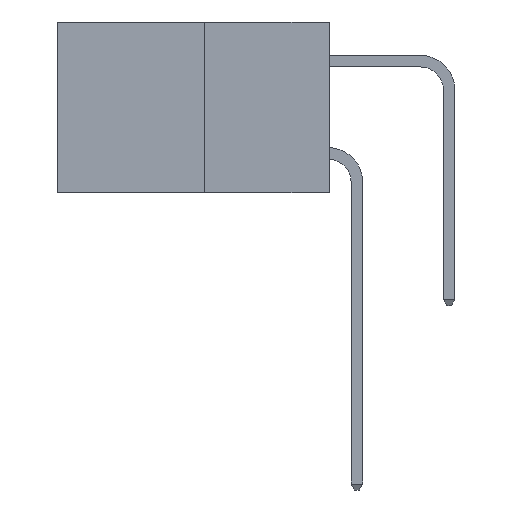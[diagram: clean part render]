
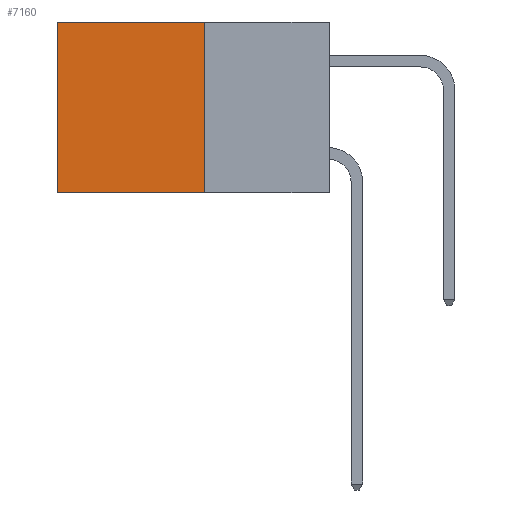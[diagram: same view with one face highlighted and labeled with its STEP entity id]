
A CAD part, left-side view. The second image highlights one B-rep face of the part: STEP entity #7160.
In plain terms, the highlighted planar face has unit normal (-1, 0, 0).
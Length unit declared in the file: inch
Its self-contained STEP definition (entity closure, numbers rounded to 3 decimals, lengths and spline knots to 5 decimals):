
#265 = EDGE_CURVE ( 'NONE', #8325, #5851, #8075, .T. ) ;
#333 = ORIENTED_EDGE ( 'NONE', *, *, #1327, .F. ) ;
#420 = CARTESIAN_POINT ( 'NONE',  ( 0.277, 0.27, -0.37 ) ) ;
#633 = DIRECTION ( 'NONE',  ( 0., 1., 0. ) ) ;
#1327 = EDGE_CURVE ( 'NONE', #1762, #10267, #21572, .T. ) ;
#1450 = EDGE_CURVE ( 'NONE', #8325, #1762, #13776, .T. ) ;
#1532 = DIRECTION ( 'NONE',  ( 0., 1., 0. ) ) ;
#1762 = VERTEX_POINT ( 'NONE', #8031 ) ;
#2307 = DIRECTION ( 'NONE',  ( 0., 0., -1. ) ) ;
#3014 = VECTOR ( 'NONE', #1532, 39.37008 ) ;
#3820 = AXIS2_PLACEMENT_3D ( 'NONE', #420, #13237, #2307 ) ;
#4189 = PLANE ( 'NONE',  #3820 ) ;
#4745 = CARTESIAN_POINT ( 'NONE',  ( 0.277, 0.27, -0.37 ) ) ;
#5851 = VERTEX_POINT ( 'NONE', #12086 ) ;
#5895 = DIRECTION ( 'NONE',  ( 0., 0., -1. ) ) ;
#7160 = ADVANCED_FACE ( 'NONE', ( #22358 ), #4189, .F. ) ;
#7795 = VECTOR ( 'NONE', #633, 39.37008 ) ;
#8031 = CARTESIAN_POINT ( 'NONE',  ( 0.277, 0.27, -0.37 ) ) ;
#8075 = LINE ( 'NONE', #21448, #3014 ) ;
#8325 = VERTEX_POINT ( 'NONE', #22501 ) ;
#9329 = VECTOR ( 'NONE', #5895, 39.37008 ) ;
#10267 = VERTEX_POINT ( 'NONE', #14294 ) ;
#12086 = CARTESIAN_POINT ( 'NONE',  ( 0.277, 0.59, 0. ) ) ;
#13237 = DIRECTION ( 'NONE',  ( 1., 0., 0. ) ) ;
#13546 = ORIENTED_EDGE ( 'NONE', *, *, #265, .T. ) ;
#13776 = LINE ( 'NONE', #14357, #18347 ) ;
#14294 = CARTESIAN_POINT ( 'NONE',  ( 0.277, 0.59, -0.37 ) ) ;
#14357 = CARTESIAN_POINT ( 'NONE',  ( 0.277, 0.27, -0.37 ) ) ;
#14776 = DIRECTION ( 'NONE',  ( 0., 0., -1. ) ) ;
#15031 = EDGE_LOOP ( 'NONE', ( #18803, #333, #17302, #13546 ) ) ;
#16436 = CARTESIAN_POINT ( 'NONE',  ( 0.277, 0.59, -0.37 ) ) ;
#17302 = ORIENTED_EDGE ( 'NONE', *, *, #1450, .F. ) ;
#18347 = VECTOR ( 'NONE', #14776, 39.37008 ) ;
#18803 = ORIENTED_EDGE ( 'NONE', *, *, #22532, .T. ) ;
#21448 = CARTESIAN_POINT ( 'NONE',  ( 0.277, 0.27, 0. ) ) ;
#21572 = LINE ( 'NONE', #4745, #7795 ) ;
#22358 = FACE_OUTER_BOUND ( 'NONE', #15031, .T. ) ;
#22501 = CARTESIAN_POINT ( 'NONE',  ( 0.277, 0.27, 0. ) ) ;
#22532 = EDGE_CURVE ( 'NONE', #5851, #10267, #22606, .T. ) ;
#22606 = LINE ( 'NONE', #16436, #9329 ) ;
